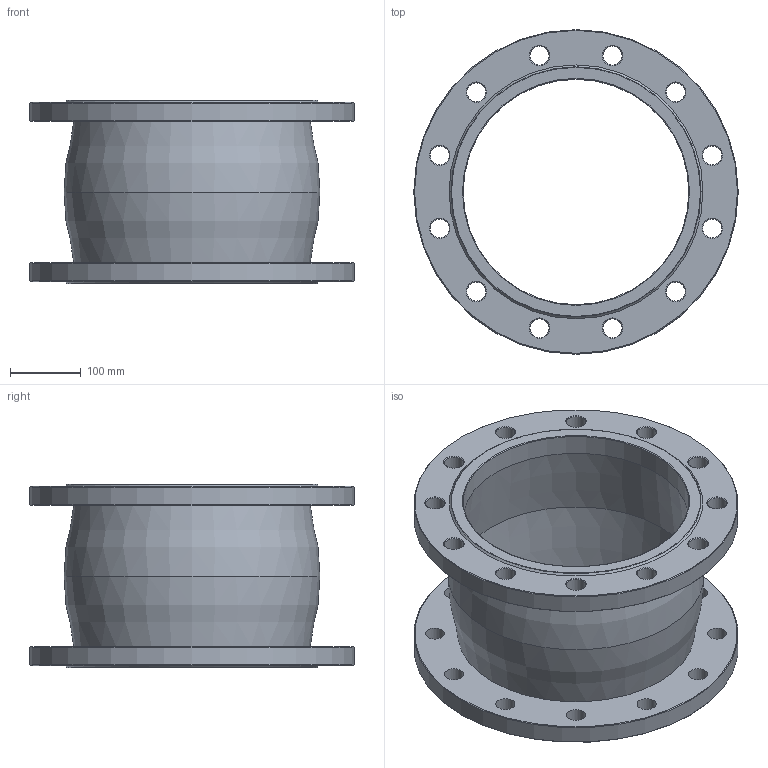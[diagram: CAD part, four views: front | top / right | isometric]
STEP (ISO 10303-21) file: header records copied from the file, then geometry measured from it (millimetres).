
FILE_DESCRIPTION(/* description */ (''),/* implementation_level */ '2;1');
FILE_NAME(/* name */ 'DN300_3D_STEP.stp',/* time_stamp */ '2024-01-27T20:32:15+03:00',/* author */ ('igorr'),/* organization */ (''),/* preprocessor_version */ 'ST-DEVELOPER v19.2',/* originating_system */ 'Autodesk Inventor 2023',/* authorisation */ '');
FILE_SCHEMA (('AUTOMOTIVE_DESIGN { 1 0 10303 214 3 1 1 }'));
Length unit declared in the file: millimetre
Products named in the file (1): Деталь
Bounding box: 460 x 460 x 260 mm (x, y, z)
Volume: 6670725.6 mm3; surface area: 922411.9 mm2
Topology: 1 solids, 1 shells, 72 faces, 170 edges, 104 vertices
Faces by surface type: cone 30, cylinder 28, plane 6, torus 4, bspline 4
Full cylindrical faces by diameter (mm): 27 x24, 320 x2, 460 x2
Entity records: 2427 total; most frequent: CARTESIAN_POINT 499, DIRECTION 412, ORIENTED_EDGE 340, AXIS2_PLACEMENT_3D 177, EDGE_CURVE 170, EDGE_LOOP 126, CIRCLE 108, VERTEX_POINT 104
